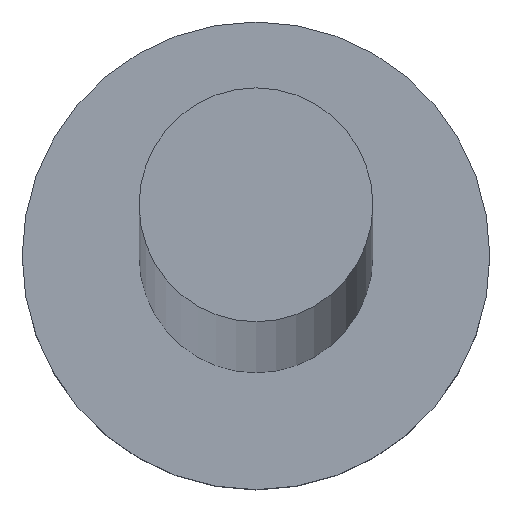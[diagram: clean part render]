
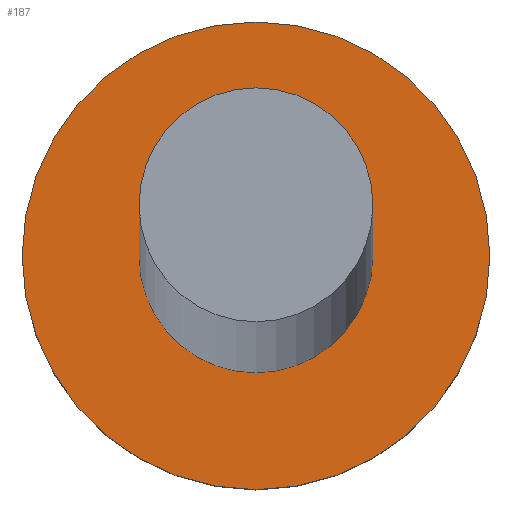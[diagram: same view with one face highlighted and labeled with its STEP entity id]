
A CAD part, top view. The second image highlights one B-rep face of the part: STEP entity #187.
In plain terms, the highlighted planar face has unit normal (0, 0, 1).
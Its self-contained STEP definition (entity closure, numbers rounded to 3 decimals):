
#2 = DIRECTION ( 'NONE',  ( 0., 0., 1. ) ) ;
#11 = ORIENTED_EDGE ( 'NONE', *, *, #19, .F. ) ;
#12 = DIRECTION ( 'NONE',  ( 1., 0., 0. ) ) ;
#19 = EDGE_CURVE ( 'NONE', #46, #249, #52, .T. ) ;
#20 = EDGE_CURVE ( 'NONE', #105, #109, #181, .T. ) ;
#26 = DIRECTION ( 'NONE',  ( 1., 0., 0. ) ) ;
#29 = EDGE_LOOP ( 'NONE', ( #192, #102 ) ) ;
#31 = CARTESIAN_POINT ( 'NONE',  ( 0., 0., 3. ) ) ;
#34 = CARTESIAN_POINT ( 'NONE',  ( -4., 0., 3. ) ) ;
#38 = AXIS2_PLACEMENT_3D ( 'NONE', #84, #186, #26 ) ;
#46 = VERTEX_POINT ( 'NONE', #170 ) ;
#52 = CIRCLE ( 'NONE', #38, 2. ) ;
#53 = DIRECTION ( 'NONE',  ( 1., 0., 0. ) ) ;
#62 = AXIS2_PLACEMENT_3D ( 'NONE', #31, #191, #12 ) ;
#71 = CIRCLE ( 'NONE', #99, 4. ) ;
#73 = CARTESIAN_POINT ( 'NONE',  ( 4., 0., 3. ) ) ;
#79 = ORIENTED_EDGE ( 'NONE', *, *, #197, .F. ) ;
#84 = CARTESIAN_POINT ( 'NONE',  ( 0., 0., 3. ) ) ;
#88 = CARTESIAN_POINT ( 'NONE',  ( 0., 0., 3. ) ) ;
#89 = AXIS2_PLACEMENT_3D ( 'NONE', #88, #229, #141 ) ;
#90 = EDGE_CURVE ( 'NONE', #109, #105, #71, .T. ) ;
#98 = DIRECTION ( 'NONE',  ( 1., 0., 0. ) ) ;
#99 = AXIS2_PLACEMENT_3D ( 'NONE', #251, #250, #53 ) ;
#102 = ORIENTED_EDGE ( 'NONE', *, *, #90, .T. ) ;
#105 = VERTEX_POINT ( 'NONE', #34 ) ;
#109 = VERTEX_POINT ( 'NONE', #73 ) ;
#116 = CARTESIAN_POINT ( 'NONE',  ( 0., 0., 3. ) ) ;
#119 = CIRCLE ( 'NONE', #190, 2. ) ;
#136 = CARTESIAN_POINT ( 'NONE',  ( -2., 0., 3. ) ) ;
#141 = DIRECTION ( 'NONE',  ( 1., 0., 0. ) ) ;
#144 = FACE_OUTER_BOUND ( 'NONE', #29, .T. ) ;
#168 = FACE_BOUND ( 'NONE', #228, .T. ) ;
#170 = CARTESIAN_POINT ( 'NONE',  ( 2., 0., 3. ) ) ;
#181 = CIRCLE ( 'NONE', #89, 4. ) ;
#186 = DIRECTION ( 'NONE',  ( 0., 0., 1. ) ) ;
#187 = ADVANCED_FACE ( 'NONE', ( #168, #144 ), #211, .T. ) ;
#190 = AXIS2_PLACEMENT_3D ( 'NONE', #116, #2, #98 ) ;
#191 = DIRECTION ( 'NONE',  ( 0., 0., 1. ) ) ;
#192 = ORIENTED_EDGE ( 'NONE', *, *, #20, .T. ) ;
#197 = EDGE_CURVE ( 'NONE', #249, #46, #119, .T. ) ;
#211 = PLANE ( 'NONE',  #62 ) ;
#228 = EDGE_LOOP ( 'NONE', ( #79, #11 ) ) ;
#229 = DIRECTION ( 'NONE',  ( 0., 0., 1. ) ) ;
#249 = VERTEX_POINT ( 'NONE', #136 ) ;
#250 = DIRECTION ( 'NONE',  ( 0., 0., 1. ) ) ;
#251 = CARTESIAN_POINT ( 'NONE',  ( 0., 0., 3. ) ) ;
